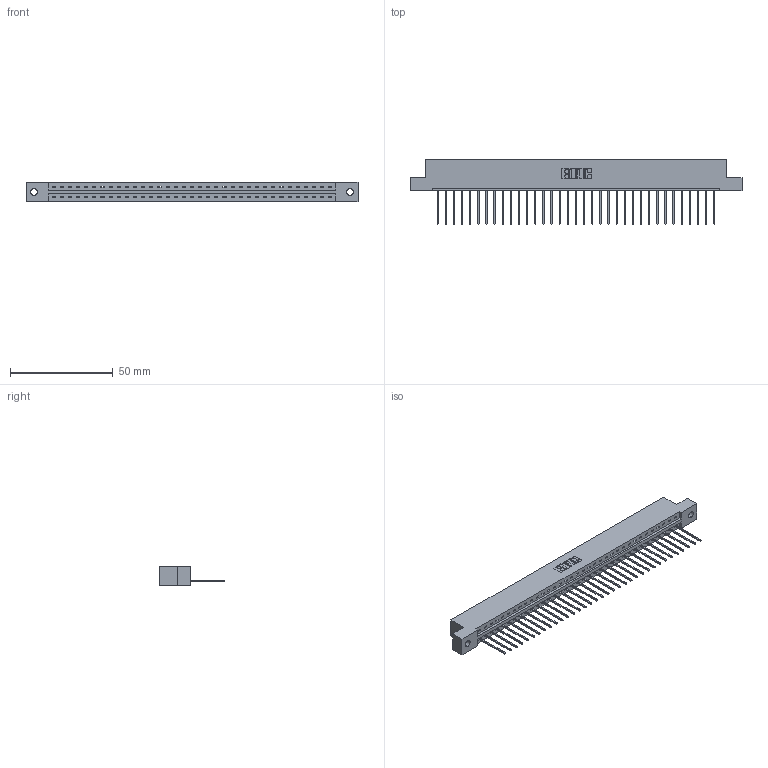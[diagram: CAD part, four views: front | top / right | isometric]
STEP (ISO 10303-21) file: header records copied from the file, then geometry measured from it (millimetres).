
FILE_DESCRIPTION (( 'STEP AP203' ), '1' );
FILE_NAME ('387-035-542-102.STEP', '2019-10-04T12:27:57', ( '' ), ( '' ), 'SwSTEP 2.0', 'SolidWorks 2016', '' );
FILE_SCHEMA (( 'CONFIG_CONTROL_DESIGN' ));
Length unit declared in the file: inch
Products named in the file (3): 387-035-542-102; 345-292-001_345-293-142; 337 Part_Flush Mounting Lugs - 0.128 Dia
Assembly tree (36 placements, depth 2):
  387-035-542-102
    337 Part_Flush Mounting Lugs - 0.128 Dia
    345-292-001_345-293-142  x35
Bounding box: 161.7 x 31.63 x 9.4 mm (x, y, z)
Volume: 16759.2 mm3; surface area: 17521.7 mm2
Topology: 36 solids, 36 shells, 2284 faces, 6891 edges, 4546 vertices
Faces by surface type: plane 1680, cylinder 604
Entity records: 26943 total; most frequent: CARTESIAN_POINT 4699, ORIENTED_EDGE 4670, DIRECTION 3969, EDGE_CURVE 2335, VECTOR 2207, LINE 2207, VERTEX_POINT 1554, AXIS2_PLACEMENT_3D 881
